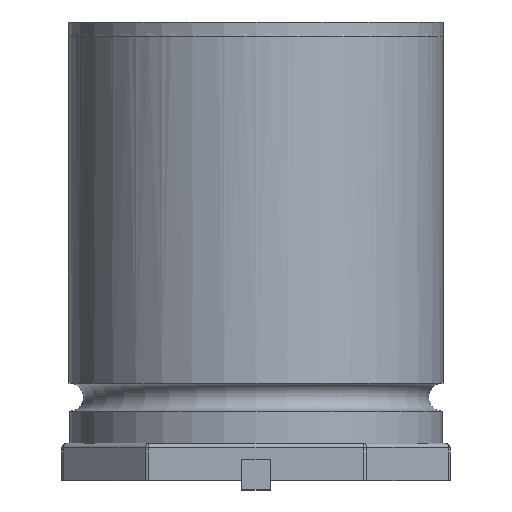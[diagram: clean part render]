
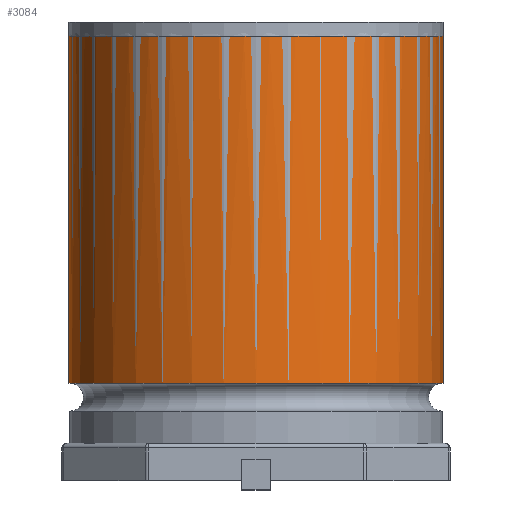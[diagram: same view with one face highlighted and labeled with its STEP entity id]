
A CAD part, front view. The second image highlights one B-rep face of the part: STEP entity #3084.
In plain terms, the highlighted cylindrical face has radius 4 mm (diameter 8 mm), a full revolution.
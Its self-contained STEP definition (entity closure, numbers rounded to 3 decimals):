
#2954 = ( BOUNDED_SURFACE() B_SPLINE_SURFACE(2,13,(
    (#2955,#2956,#2957,#2958,#2959,#2960,#2961,#2962,#2963,#2964,#2965
      ,#2966,#2967,#2968)
    ,(#2969,#2970,#2971,#2972,#2973,#2974,#2975,#2976,#2977,#2978,#2979
      ,#2980,#2981,#2982)
    ,(#2983,#2984,#2985,#2986,#2987,#2988,#2989,#2990,#2991,#2992,#2993
      ,#2994,#2995,#2996
)),.UNSPECIFIED.,.F.,.T.,.F.) B_SPLINE_SURFACE_WITH_KNOTS((3,3),(14,14),
  (0.,25.133),(0.,25.133),
.PIECEWISE_BEZIER_KNOTS.) GEOMETRIC_REPRESENTATION_ITEM() 
RATIONAL_B_SPLINE_SURFACE((
    (1.,1.,1.,1.,1.,1.
      ,1.,1.,1.,1.
      ,1.,1.,1.,1.)
    ,(0.707,0.707,0.707,0.707
      ,0.707,0.707,0.707,0.707
      ,0.707,0.707,0.707,0.707
      ,0.707,0.707)
    ,(1.,1.,1.,1.,1.,1.
      ,1.,1.,1.,1.
,1.,1.,1.,1.
  ))) REPRESENTATION_ITEM('') SURFACE() );
#2955 = CARTESIAN_POINT('',(3.7,0.,10.));
#2956 = CARTESIAN_POINT('',(3.7,1.762,10.));
#2957 = CARTESIAN_POINT('',(2.789,3.565,10.));
#2958 = CARTESIAN_POINT('',(0.915,4.855,10.));
#2959 = CARTESIAN_POINT('',(-1.665,5.053,10.));
#2960 = CARTESIAN_POINT('',(-3.893,3.679,
    10.));
#2961 = CARTESIAN_POINT('',(-5.527,1.673,
    10.));
#2962 = CARTESIAN_POINT('',(-5.527,-1.673,
    10.));
#2963 = CARTESIAN_POINT('',(-3.893,-3.679,
    10.));
#2964 = CARTESIAN_POINT('',(-1.665,-5.053,
    10.));
#2965 = CARTESIAN_POINT('',(0.915,-4.855,10.));
#2966 = CARTESIAN_POINT('',(2.789,-3.565,10.));
#2967 = CARTESIAN_POINT('',(3.7,-1.762,10.));
#2968 = CARTESIAN_POINT('',(3.7,0.,10.));
#2969 = CARTESIAN_POINT('',(4.,0.,10.));
#2970 = CARTESIAN_POINT('',(4.,1.905,10.));
#2971 = CARTESIAN_POINT('',(3.015,3.855,10.));
#2972 = CARTESIAN_POINT('',(0.989,5.248,10.));
#2973 = CARTESIAN_POINT('',(-1.8,5.462,
    10.));
#2974 = CARTESIAN_POINT('',(-4.209,3.977,
    10.));
#2975 = CARTESIAN_POINT('',(-5.976,1.808,
    10.));
#2976 = CARTESIAN_POINT('',(-5.976,-1.808,
    10.));
#2977 = CARTESIAN_POINT('',(-4.209,-3.977,
    10.));
#2978 = CARTESIAN_POINT('',(-1.8,-5.462,
    10.));
#2979 = CARTESIAN_POINT('',(0.989,-5.248,10.));
#2980 = CARTESIAN_POINT('',(3.015,-3.855,10.));
#2981 = CARTESIAN_POINT('',(4.,-1.905,10.));
#2982 = CARTESIAN_POINT('',(4.,0.,10.));
#2983 = CARTESIAN_POINT('',(4.,0.,9.7));
#2984 = CARTESIAN_POINT('',(4.,1.905,9.7));
#2985 = CARTESIAN_POINT('',(3.015,3.855,9.7));
#2986 = CARTESIAN_POINT('',(0.989,5.248,9.7));
#2987 = CARTESIAN_POINT('',(-1.8,5.462,
    9.7));
#2988 = CARTESIAN_POINT('',(-4.209,3.977,9.7
    ));
#2989 = CARTESIAN_POINT('',(-5.976,1.808,9.7
    ));
#2990 = CARTESIAN_POINT('',(-5.976,-1.808,
    9.7));
#2991 = CARTESIAN_POINT('',(-4.209,-3.977,9.7));
#2992 = CARTESIAN_POINT('',(-1.8,-5.462,9.7));
#2993 = CARTESIAN_POINT('',(0.989,-5.248,9.7));
#2994 = CARTESIAN_POINT('',(3.015,-3.855,9.7));
#2995 = CARTESIAN_POINT('',(4.,-1.905,9.7));
#2996 = CARTESIAN_POINT('',(4.,0.,9.7));
#3009 = VERTEX_POINT('',#3010);
#3010 = CARTESIAN_POINT('',(4.,0.,9.7));
#3031 = EDGE_CURVE('',#3009,#3009,#3032,.T.);
#3032 = SURFACE_CURVE('',#3033,(#3048,#3055),.PCURVE_S1.);
#3033 = ( BOUNDED_CURVE() B_SPLINE_CURVE(13,(#3034,#3035,#3036,#3037,
    #3038,#3039,#3040,#3041,#3042,#3043,#3044,#3045,#3046,#3047),
.UNSPECIFIED.,.T.,.F.) B_SPLINE_CURVE_WITH_KNOTS((14,14),(
0.,25.133),.PIECEWISE_BEZIER_KNOTS.) CURVE() 
GEOMETRIC_REPRESENTATION_ITEM() RATIONAL_B_SPLINE_CURVE((1.,1.,
    1.,1.,1.,1.,
    1.,1.,1.,1.,
1.,1.,1.,1.)) REPRESENTATION_ITEM('') );
#3034 = CARTESIAN_POINT('',(4.,0.,9.7));
#3035 = CARTESIAN_POINT('',(4.,1.905,9.7));
#3036 = CARTESIAN_POINT('',(3.015,3.855,9.7));
#3037 = CARTESIAN_POINT('',(0.989,5.248,9.7));
#3038 = CARTESIAN_POINT('',(-1.8,5.462,
    9.7));
#3039 = CARTESIAN_POINT('',(-4.209,3.977,9.7
    ));
#3040 = CARTESIAN_POINT('',(-5.976,1.808,9.7
    ));
#3041 = CARTESIAN_POINT('',(-5.976,-1.808,
    9.7));
#3042 = CARTESIAN_POINT('',(-4.209,-3.977,9.7));
#3043 = CARTESIAN_POINT('',(-1.8,-5.462,9.7));
#3044 = CARTESIAN_POINT('',(0.989,-5.248,9.7));
#3045 = CARTESIAN_POINT('',(3.015,-3.855,9.7));
#3046 = CARTESIAN_POINT('',(4.,-1.905,9.7));
#3047 = CARTESIAN_POINT('',(4.,0.,9.7));
#3048 = PCURVE('',#2954,#3049);
#3049 = DEFINITIONAL_REPRESENTATION('',(#3050),#3054);
#3050 = LINE('',#3051,#3052);
#3051 = CARTESIAN_POINT('',(25.133,0.));
#3052 = VECTOR('',#3053,1.);
#3053 = DIRECTION('',(0.,1.));
#3054 = ( GEOMETRIC_REPRESENTATION_CONTEXT(2) 
PARAMETRIC_REPRESENTATION_CONTEXT() REPRESENTATION_CONTEXT('2D SPACE',''
  ) );
#3055 = PCURVE('',#3056,#3061);
#3056 = CYLINDRICAL_SURFACE('',#3057,4.);
#3057 = AXIS2_PLACEMENT_3D('',#3058,#3059,#3060);
#3058 = CARTESIAN_POINT('',(0.,0.,10.));
#3059 = DIRECTION('',(0.,0.,1.));
#3060 = DIRECTION('',(1.,0.,0.));
#3061 = DEFINITIONAL_REPRESENTATION('',(#3062),#3081);
#3062 = B_SPLINE_CURVE_WITH_KNOTS('',9,(#3063,#3064,#3065,#3066,#3067,
    #3068,#3069,#3070,#3071,#3072,#3073,#3074,#3075,#3076,#3077,#3078,
    #3079,#3080),.UNSPECIFIED.,.F.,.F.,(10,8,10),(0.,
    12.566,25.133),.UNSPECIFIED.);
#3063 = CARTESIAN_POINT('',(0.,-0.3));
#3064 = CARTESIAN_POINT('',(0.344,-0.3));
#3065 = CARTESIAN_POINT('',(0.694,-0.3));
#3066 = CARTESIAN_POINT('',(1.045,-0.3));
#3067 = CARTESIAN_POINT('',(1.396,-0.3));
#3068 = CARTESIAN_POINT('',(1.745,-0.3));
#3069 = CARTESIAN_POINT('',(2.095,-0.3));
#3070 = CARTESIAN_POINT('',(2.443,-0.3));
#3071 = CARTESIAN_POINT('',(2.793,-0.3));
#3072 = CARTESIAN_POINT('',(3.491,-0.3));
#3073 = CARTESIAN_POINT('',(3.84,-0.3));
#3074 = CARTESIAN_POINT('',(4.189,-0.3));
#3075 = CARTESIAN_POINT('',(4.538,-0.3));
#3076 = CARTESIAN_POINT('',(4.887,-0.3));
#3077 = CARTESIAN_POINT('',(5.238,-0.3));
#3078 = CARTESIAN_POINT('',(5.589,-0.3));
#3079 = CARTESIAN_POINT('',(5.939,-0.3));
#3080 = CARTESIAN_POINT('',(6.283,-0.3));
#3081 = ( GEOMETRIC_REPRESENTATION_CONTEXT(2) 
PARAMETRIC_REPRESENTATION_CONTEXT() REPRESENTATION_CONTEXT('2D SPACE',''
  ) );
#3084 = ADVANCED_FACE('',(#3085),#3056,.T.);
#3085 = FACE_BOUND('',#3086,.T.);
#3086 = EDGE_LOOP('',(#3087,#3110,#3137,#3138));
#3087 = ORIENTED_EDGE('',*,*,#3088,.F.);
#3088 = EDGE_CURVE('',#3089,#3009,#3091,.T.);
#3089 = VERTEX_POINT('',#3090);
#3090 = CARTESIAN_POINT('',(4.,0.,2.286));
#3091 = SEAM_CURVE('',#3092,(#3096,#3103),.PCURVE_S1.);
#3092 = LINE('',#3093,#3094);
#3093 = CARTESIAN_POINT('',(4.,0.,10.));
#3094 = VECTOR('',#3095,1.);
#3095 = DIRECTION('',(0.,0.,1.));
#3096 = PCURVE('',#3056,#3097);
#3097 = DEFINITIONAL_REPRESENTATION('',(#3098),#3102);
#3098 = LINE('',#3099,#3100);
#3099 = CARTESIAN_POINT('',(0.,0.));
#3100 = VECTOR('',#3101,1.);
#3101 = DIRECTION('',(0.,1.));
#3102 = ( GEOMETRIC_REPRESENTATION_CONTEXT(2) 
PARAMETRIC_REPRESENTATION_CONTEXT() REPRESENTATION_CONTEXT('2D SPACE',''
  ) );
#3103 = PCURVE('',#3056,#3104);
#3104 = DEFINITIONAL_REPRESENTATION('',(#3105),#3109);
#3105 = LINE('',#3106,#3107);
#3106 = CARTESIAN_POINT('',(6.283,0.));
#3107 = VECTOR('',#3108,1.);
#3108 = DIRECTION('',(0.,1.));
#3109 = ( GEOMETRIC_REPRESENTATION_CONTEXT(2) 
PARAMETRIC_REPRESENTATION_CONTEXT() REPRESENTATION_CONTEXT('2D SPACE',''
  ) );
#3110 = ORIENTED_EDGE('',*,*,#3111,.T.);
#3111 = EDGE_CURVE('',#3089,#3089,#3112,.T.);
#3112 = SURFACE_CURVE('',#3113,(#3118,#3125),.PCURVE_S1.);
#3113 = CIRCLE('',#3114,4.);
#3114 = AXIS2_PLACEMENT_3D('',#3115,#3116,#3117);
#3115 = CARTESIAN_POINT('',(0.,0.,2.286));
#3116 = DIRECTION('',(0.,-0.,1.));
#3117 = DIRECTION('',(1.,0.,0.));
#3118 = PCURVE('',#3056,#3119);
#3119 = DEFINITIONAL_REPRESENTATION('',(#3120),#3124);
#3120 = LINE('',#3121,#3122);
#3121 = CARTESIAN_POINT('',(0.,-7.714));
#3122 = VECTOR('',#3123,1.);
#3123 = DIRECTION('',(1.,0.));
#3124 = ( GEOMETRIC_REPRESENTATION_CONTEXT(2) 
PARAMETRIC_REPRESENTATION_CONTEXT() REPRESENTATION_CONTEXT('2D SPACE',''
  ) );
#3125 = PCURVE('',#3126,#3131);
#3126 = TOROIDAL_SURFACE('',#3127,3.991,0.3);
#3127 = AXIS2_PLACEMENT_3D('',#3128,#3129,#3130);
#3128 = CARTESIAN_POINT('',(0.,0.,1.986));
#3129 = DIRECTION('',(0.,0.,1.));
#3130 = DIRECTION('',(1.,0.,0.));
#3131 = DEFINITIONAL_REPRESENTATION('',(#3132),#3136);
#3132 = LINE('',#3133,#3134);
#3133 = CARTESIAN_POINT('',(0.,1.542));
#3134 = VECTOR('',#3135,1.);
#3135 = DIRECTION('',(1.,0.));
#3136 = ( GEOMETRIC_REPRESENTATION_CONTEXT(2) 
PARAMETRIC_REPRESENTATION_CONTEXT() REPRESENTATION_CONTEXT('2D SPACE',''
  ) );
#3137 = ORIENTED_EDGE('',*,*,#3088,.T.);
#3138 = ORIENTED_EDGE('',*,*,#3031,.F.);
